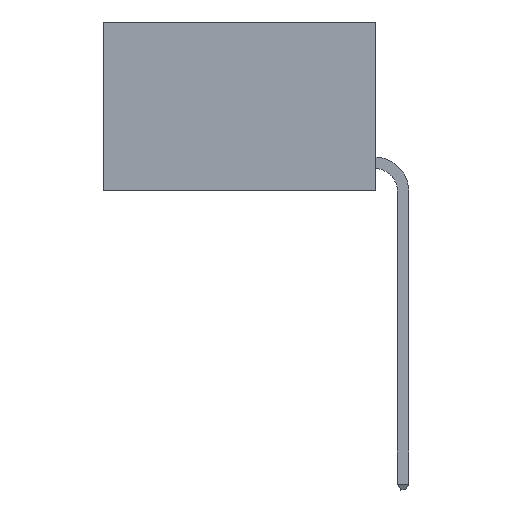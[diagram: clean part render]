
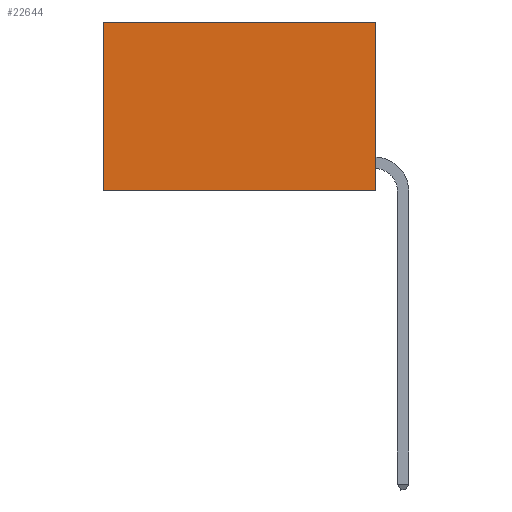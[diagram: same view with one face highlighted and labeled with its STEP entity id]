
A CAD part, left-side view. The second image highlights one B-rep face of the part: STEP entity #22644.
In plain terms, the highlighted planar face has unit normal (-1, 0, 0).
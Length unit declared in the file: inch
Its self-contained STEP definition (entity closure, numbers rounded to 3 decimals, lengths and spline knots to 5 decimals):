
#1836 = AXIS2_PLACEMENT_3D ( 'NONE', #3995, #11356, #9553 ) ;
#2147 = CARTESIAN_POINT ( 'NONE',  ( 0.2625, 0.6, 0. ) ) ;
#2273 = LINE ( 'NONE', #2147, #21707 ) ;
#3524 = ORIENTED_EDGE ( 'NONE', *, *, #4812, .T. ) ;
#3995 = CARTESIAN_POINT ( 'NONE',  ( 0.2625, 0., 0. ) ) ;
#4812 = EDGE_CURVE ( 'NONE', #19805, #11389, #9238, .T. ) ;
#5072 = CARTESIAN_POINT ( 'NONE',  ( 0.2625, 0., 0. ) ) ;
#6193 = CARTESIAN_POINT ( 'NONE',  ( 0.2625, 0., 0. ) ) ;
#6598 = EDGE_CURVE ( 'NONE', #11310, #10091, #13838, .T. ) ;
#7415 = CARTESIAN_POINT ( 'NONE',  ( 0.2625, 0., 0. ) ) ;
#7623 = VECTOR ( 'NONE', #10575, 39.37008 ) ;
#8404 = DIRECTION ( 'NONE',  ( 0., 1., 0. ) ) ;
#8762 = ORIENTED_EDGE ( 'NONE', *, *, #10678, .F. ) ;
#8968 = ORIENTED_EDGE ( 'NONE', *, *, #12782, .T. ) ;
#9238 = LINE ( 'NONE', #7415, #7623 ) ;
#9553 = DIRECTION ( 'NONE',  ( 0., 0., -1. ) ) ;
#10091 = VERTEX_POINT ( 'NONE', #22304 ) ;
#10348 = VECTOR ( 'NONE', #8404, 39.37008 ) ;
#10575 = DIRECTION ( 'NONE',  ( 0., 1., 0. ) ) ;
#10678 = EDGE_CURVE ( 'NONE', #19805, #11310, #19981, .T. ) ;
#11310 = VERTEX_POINT ( 'NONE', #13034 ) ;
#11356 = DIRECTION ( 'NONE',  ( 1., 0., 0. ) ) ;
#11389 = VERTEX_POINT ( 'NONE', #20561 ) ;
#12782 = EDGE_CURVE ( 'NONE', #11389, #10091, #2273, .T. ) ;
#12863 = ORIENTED_EDGE ( 'NONE', *, *, #6598, .F. ) ;
#13034 = CARTESIAN_POINT ( 'NONE',  ( 0.2625, 0., -0.37 ) ) ;
#13170 = VECTOR ( 'NONE', #14510, 39.37008 ) ;
#13838 = LINE ( 'NONE', #19070, #10348 ) ;
#14510 = DIRECTION ( 'NONE',  ( 0., 0., -1. ) ) ;
#14984 = PLANE ( 'NONE',  #1836 ) ;
#16792 = FACE_OUTER_BOUND ( 'NONE', #18767, .T. ) ;
#18767 = EDGE_LOOP ( 'NONE', ( #8968, #12863, #8762, #3524 ) ) ;
#19070 = CARTESIAN_POINT ( 'NONE',  ( 0.2625, 0., -0.37 ) ) ;
#19805 = VERTEX_POINT ( 'NONE', #6193 ) ;
#19981 = LINE ( 'NONE', #5072, #13170 ) ;
#20561 = CARTESIAN_POINT ( 'NONE',  ( 0.2625, 0.6, 0. ) ) ;
#20798 = DIRECTION ( 'NONE',  ( 0., 0., -1. ) ) ;
#21707 = VECTOR ( 'NONE', #20798, 39.37008 ) ;
#22304 = CARTESIAN_POINT ( 'NONE',  ( 0.2625, 0.6, -0.37 ) ) ;
#22644 = ADVANCED_FACE ( 'NONE', ( #16792 ), #14984, .F. ) ;
